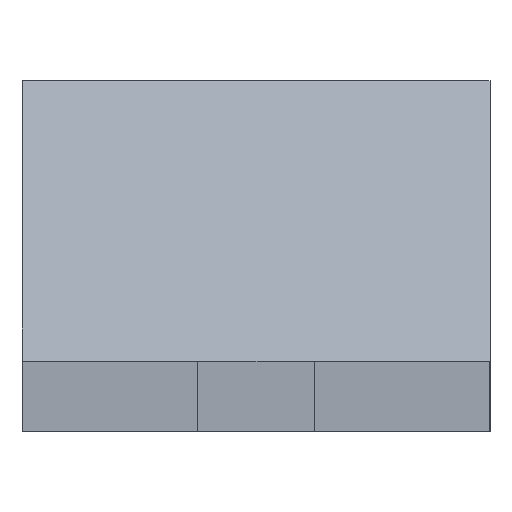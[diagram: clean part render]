
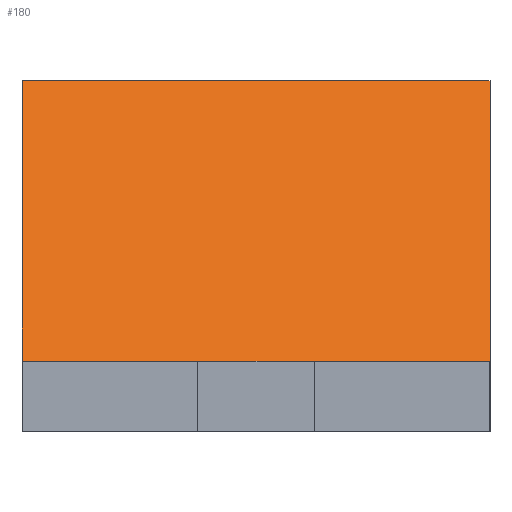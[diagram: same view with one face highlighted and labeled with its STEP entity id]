
A CAD part, left-side view. The second image highlights one B-rep face of the part: STEP entity #180.
In plain terms, the highlighted planar face has unit normal (-0.832, 0, 0.555).
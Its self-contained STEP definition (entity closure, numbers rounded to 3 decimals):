
#9 = DIRECTION ( 'NONE',  ( -0.555, 0., -0.832 ) ) ;
#16 = VERTEX_POINT ( 'NONE', #258 ) ;
#32 = VECTOR ( 'NONE', #359, 1000. ) ;
#34 = CARTESIAN_POINT ( 'NONE',  ( 56.379, 0., 11.977 ) ) ;
#35 = CARTESIAN_POINT ( 'NONE',  ( 48.394, 20., 0. ) ) ;
#45 = VERTEX_POINT ( 'NONE', #34 ) ;
#54 = CARTESIAN_POINT ( 'NONE',  ( 48.394, 20., 0. ) ) ;
#66 = CARTESIAN_POINT ( 'NONE',  ( 56.379, 20., 11.977 ) ) ;
#78 = EDGE_CURVE ( 'NONE', #139, #45, #323, .T. ) ;
#84 = LINE ( 'NONE', #54, #168 ) ;
#86 = DIRECTION ( 'NONE',  ( 0.555, 0., 0.832 ) ) ;
#102 = PLANE ( 'NONE',  #228 ) ;
#120 = ORIENTED_EDGE ( 'NONE', *, *, #165, .T. ) ;
#123 = VECTOR ( 'NONE', #86, 1000. ) ;
#125 = DIRECTION ( 'NONE',  ( 0., -1., 0. ) ) ;
#126 = LINE ( 'NONE', #35, #32 ) ;
#133 = FACE_OUTER_BOUND ( 'NONE', #175, .T. ) ;
#136 = DIRECTION ( 'NONE',  ( 0.832, 0., -0.555 ) ) ;
#139 = VERTEX_POINT ( 'NONE', #293 ) ;
#150 = DIRECTION ( 'NONE',  ( 0.555, 0., 0.832 ) ) ;
#161 = ORIENTED_EDGE ( 'NONE', *, *, #78, .F. ) ;
#165 = EDGE_CURVE ( 'NONE', #16, #285, #126, .T. ) ;
#168 = VECTOR ( 'NONE', #150, 1000. ) ;
#174 = LINE ( 'NONE', #200, #123 ) ;
#175 = EDGE_LOOP ( 'NONE', ( #277, #161, #351, #120 ) ) ;
#180 = ADVANCED_FACE ( 'NONE', ( #133 ), #102, .F. ) ;
#200 = CARTESIAN_POINT ( 'NONE',  ( 48.394, 0., 0. ) ) ;
#228 = AXIS2_PLACEMENT_3D ( 'NONE', #250, #136, #9 ) ;
#250 = CARTESIAN_POINT ( 'NONE',  ( 48.394, 20., 0. ) ) ;
#258 = CARTESIAN_POINT ( 'NONE',  ( 48.394, 20., 0. ) ) ;
#271 = CARTESIAN_POINT ( 'NONE',  ( 48.394, 0., 0. ) ) ;
#277 = ORIENTED_EDGE ( 'NONE', *, *, #324, .T. ) ;
#285 = VERTEX_POINT ( 'NONE', #271 ) ;
#293 = CARTESIAN_POINT ( 'NONE',  ( 56.379, 20., 11.977 ) ) ;
#306 = VECTOR ( 'NONE', #125, 1000. ) ;
#323 = LINE ( 'NONE', #66, #306 ) ;
#324 = EDGE_CURVE ( 'NONE', #285, #45, #174, .T. ) ;
#351 = ORIENTED_EDGE ( 'NONE', *, *, #370, .F. ) ;
#359 = DIRECTION ( 'NONE',  ( 0., -1., 0. ) ) ;
#370 = EDGE_CURVE ( 'NONE', #16, #139, #84, .T. ) ;
